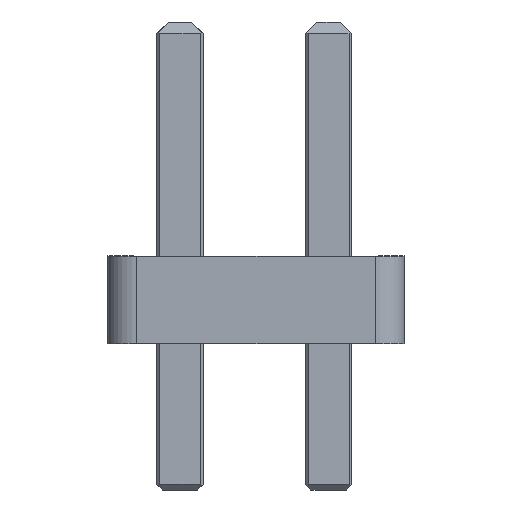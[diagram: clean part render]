
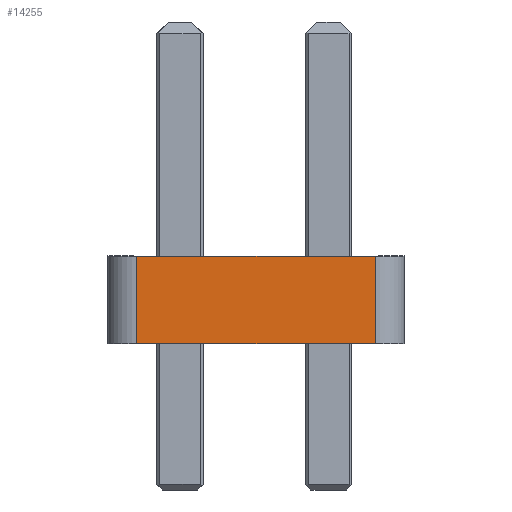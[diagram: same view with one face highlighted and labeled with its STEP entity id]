
A CAD part, left-side view. The second image highlights one B-rep face of the part: STEP entity #14255.
In plain terms, the highlighted planar face has unit normal (-1, 0, 0).
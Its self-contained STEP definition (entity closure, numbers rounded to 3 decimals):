
#1025=FACE_OUTER_BOUND('',#1805,.T.);
#1805=EDGE_LOOP('',(#12607,#12608,#12609,#12610));
#3602=LINE('',#22724,#5462);
#3603=LINE('',#22729,#5463);
#3604=LINE('',#22732,#5464);
#3605=LINE('',#22733,#5465);
#5462=VECTOR('',#18677,10.);
#5463=VECTOR('',#18684,10.);
#5464=VECTOR('',#18687,10.);
#5465=VECTOR('',#18688,10.);
#6816=VERTEX_POINT('',#22721);
#6817=VERTEX_POINT('',#22723);
#6818=VERTEX_POINT('',#22727);
#6819=VERTEX_POINT('',#22731);
#8758=EDGE_CURVE('',#6817,#6816,#3602,.T.);
#8761=EDGE_CURVE('',#6817,#6818,#3603,.T.);
#8762=EDGE_CURVE('',#6819,#6816,#3604,.T.);
#8763=EDGE_CURVE('',#6818,#6819,#3605,.T.);
#12607=ORIENTED_EDGE('',*,*,#8761,.F.);
#12608=ORIENTED_EDGE('',*,*,#8758,.T.);
#12609=ORIENTED_EDGE('',*,*,#8762,.F.);
#12610=ORIENTED_EDGE('',*,*,#8763,.F.);
#13492=PLANE('',#15197);
#14255=ADVANCED_FACE('',(#1025),#13492,.T.);
#15197=AXIS2_PLACEMENT_3D('',#22730,#18685,#18686);
#18677=DIRECTION('',(0.,-1.,0.));
#18684=DIRECTION('',(0.,0.,1.));
#18685=DIRECTION('center_axis',(-1.,0.,0.));
#18686=DIRECTION('ref_axis',(0.,0.,1.));
#18687=DIRECTION('',(0.,0.,-1.));
#18688=DIRECTION('',(0.,-1.,0.));
#22721=CARTESIAN_POINT('',(-19.05,-2.04,0.));
#22723=CARTESIAN_POINT('',(-19.05,2.04,0.));
#22724=CARTESIAN_POINT('',(-19.05,2.04,0.));
#22727=CARTESIAN_POINT('',(-19.05,2.04,1.5));
#22729=CARTESIAN_POINT('',(-19.05,2.04,0.));
#22730=CARTESIAN_POINT('Origin',(-19.05,0.,-0.01));
#22731=CARTESIAN_POINT('',(-19.05,-2.04,1.5));
#22732=CARTESIAN_POINT('',(-19.05,-2.04,1.5));
#22733=CARTESIAN_POINT('',(-19.05,2.04,1.5));
